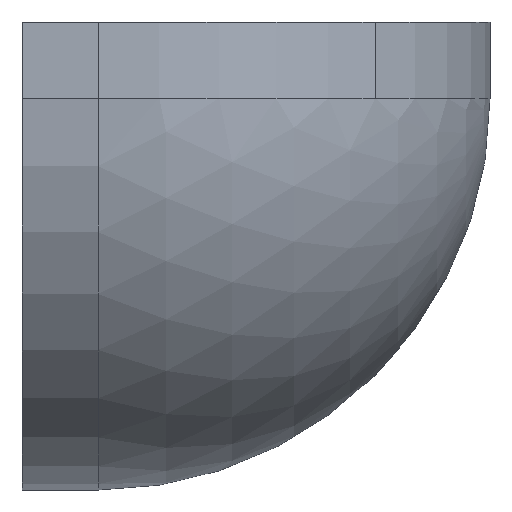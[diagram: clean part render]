
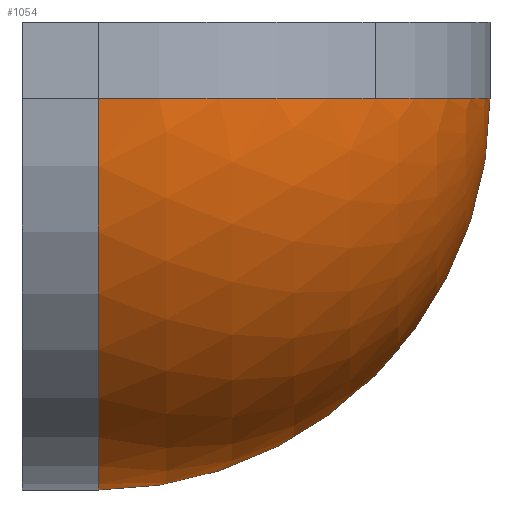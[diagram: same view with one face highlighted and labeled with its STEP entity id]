
A CAD part, left-side view. The second image highlights one B-rep face of the part: STEP entity #1054.
In plain terms, the highlighted spherical face has radius 33.5 mm.
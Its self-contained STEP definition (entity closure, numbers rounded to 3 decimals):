
#445=SPHERICAL_SURFACE('',#1017,33.5);
#455=CIRCLE('',#1014,33.5);
#456=CIRCLE('',#1016,33.5);
#457=CIRCLE('',#1018,33.5);
#458=CIRCLE('',#1019,33.5);
#459=CIRCLE('',#1020,33.5);
#592=ORIENTED_EDGE('',*,*,#701,.F.);
#593=ORIENTED_EDGE('',*,*,#700,.F.);
#594=ORIENTED_EDGE('',*,*,#703,.F.);
#595=ORIENTED_EDGE('',*,*,#704,.F.);
#596=ORIENTED_EDGE('',*,*,#705,.F.);
#655=VERTEX_POINT('',#958);
#656=VERTEX_POINT('',#962);
#657=VERTEX_POINT('',#966);
#658=VERTEX_POINT('',#970);
#659=VERTEX_POINT('',#972);
#700=EDGE_CURVE('',#655,#656,#455,.T.);
#701=EDGE_CURVE('',#656,#657,#456,.T.);
#703=EDGE_CURVE('',#658,#655,#457,.T.);
#704=EDGE_CURVE('',#659,#658,#458,.T.);
#705=EDGE_CURVE('',#657,#659,#459,.T.);
#727=EDGE_LOOP('',(#592,#593,#594,#595,#596));
#748=FACE_BOUND('',#727,.T.);
#823=DIRECTION('',(1.,0.,0.));
#824=DIRECTION('',(0.,0.,33.5));
#827=DIRECTION('',(1.,0.,0.));
#828=DIRECTION('',(0.,-23.688,23.688));
#830=DIRECTION('',(0.,0.,1.));
#831=DIRECTION('',(1.,0.,0.));
#832=DIRECTION('',(0.,1.,0.));
#833=DIRECTION('',(-23.688,0.,23.688));
#834=DIRECTION('',(0.,1.,0.));
#835=DIRECTION('',(-33.5,0.,0.));
#836=DIRECTION('',(0.,0.,-1.));
#837=DIRECTION('',(0.,-33.5,0.));
#958=CARTESIAN_POINT('',(-6.5,13.5,20.));
#962=CARTESIAN_POINT('',(-6.5,-10.188,10.188));
#964=CARTESIAN_POINT('',(-6.5,13.5,-13.5));
#966=CARTESIAN_POINT('',(-6.5,-20.,-13.5));
#967=CARTESIAN_POINT('',(-6.5,13.5,-13.5));
#969=CARTESIAN_POINT('',(-6.5,13.5,-13.5));
#970=CARTESIAN_POINT('',(-30.188,13.5,10.188));
#971=CARTESIAN_POINT('',(-6.5,13.5,-13.5));
#972=CARTESIAN_POINT('',(-40.,13.5,-13.5));
#973=CARTESIAN_POINT('',(-6.5,13.5,-13.5));
#974=CARTESIAN_POINT('',(-6.5,13.5,-13.5));
#1014=AXIS2_PLACEMENT_3D('',#964,#823,#824);
#1016=AXIS2_PLACEMENT_3D('',#967,#827,#828);
#1017=AXIS2_PLACEMENT_3D('',#969,#830,#831);
#1018=AXIS2_PLACEMENT_3D('',#971,#832,#833);
#1019=AXIS2_PLACEMENT_3D('',#973,#834,#835);
#1020=AXIS2_PLACEMENT_3D('',#974,#836,#837);
#1054=ADVANCED_FACE('',(#748),#445,.T.);
